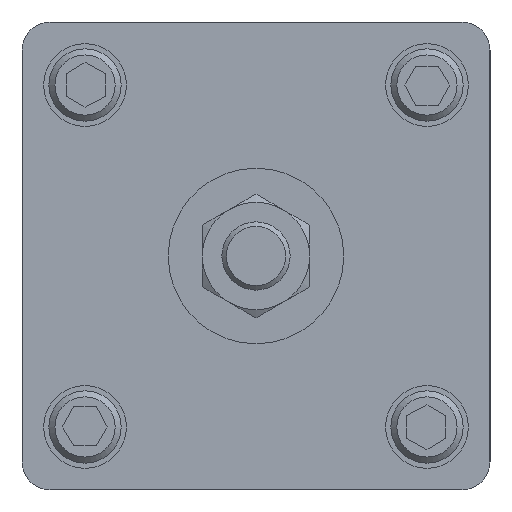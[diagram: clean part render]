
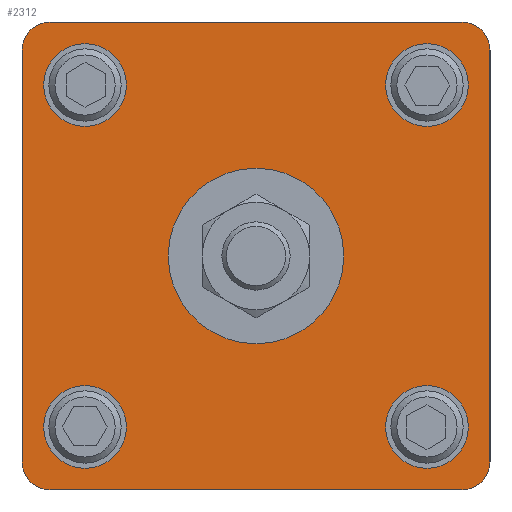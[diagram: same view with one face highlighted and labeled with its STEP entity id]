
A CAD part, left-side view. The second image highlights one B-rep face of the part: STEP entity #2312.
In plain terms, the highlighted planar face has unit normal (-1, 0, 0).
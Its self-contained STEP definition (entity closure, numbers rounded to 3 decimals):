
#212=CIRCLE('',#2571,6.731);
#214=CIRCLE('',#2575,6.731);
#216=CIRCLE('',#2579,6.731);
#218=CIRCLE('',#2583,6.731);
#219=CIRCLE('',#2585,4.572);
#220=CIRCLE('',#2586,4.572);
#221=CIRCLE('',#2587,4.572);
#222=CIRCLE('',#2588,4.572);
#223=CIRCLE('',#2589,14.288);
#518=ORIENTED_EDGE('',*,*,#988,.F.);
#519=ORIENTED_EDGE('',*,*,#989,.T.);
#520=ORIENTED_EDGE('',*,*,#990,.F.);
#521=ORIENTED_EDGE('',*,*,#991,.T.);
#522=ORIENTED_EDGE('',*,*,#992,.F.);
#523=ORIENTED_EDGE('',*,*,#993,.T.);
#524=ORIENTED_EDGE('',*,*,#994,.F.);
#525=ORIENTED_EDGE('',*,*,#995,.T.);
#526=ORIENTED_EDGE('',*,*,#996,.F.);
#527=ORIENTED_EDGE('',*,*,#987,.T.);
#528=ORIENTED_EDGE('',*,*,#985,.T.);
#529=ORIENTED_EDGE('',*,*,#983,.T.);
#530=ORIENTED_EDGE('',*,*,#981,.T.);
#981=EDGE_CURVE('',#1236,#1236,#212,.T.);
#983=EDGE_CURVE('',#1238,#1238,#214,.T.);
#985=EDGE_CURVE('',#1240,#1240,#216,.T.);
#987=EDGE_CURVE('',#1242,#1242,#218,.T.);
#988=EDGE_CURVE('',#1243,#1244,#1457,.T.);
#989=EDGE_CURVE('',#1243,#1245,#219,.T.);
#990=EDGE_CURVE('',#1246,#1245,#1458,.T.);
#991=EDGE_CURVE('',#1246,#1247,#220,.T.);
#992=EDGE_CURVE('',#1248,#1247,#1459,.T.);
#993=EDGE_CURVE('',#1248,#1249,#221,.T.);
#994=EDGE_CURVE('',#1250,#1249,#1460,.T.);
#995=EDGE_CURVE('',#1250,#1244,#222,.T.);
#996=EDGE_CURVE('',#1251,#1251,#223,.T.);
#1236=VERTEX_POINT('',#3792);
#1238=VERTEX_POINT('',#3798);
#1240=VERTEX_POINT('',#3804);
#1242=VERTEX_POINT('',#3810);
#1243=VERTEX_POINT('',#3813);
#1244=VERTEX_POINT('',#3814);
#1245=VERTEX_POINT('',#3816);
#1246=VERTEX_POINT('',#3818);
#1247=VERTEX_POINT('',#3820);
#1248=VERTEX_POINT('',#3822);
#1249=VERTEX_POINT('',#3824);
#1250=VERTEX_POINT('',#3826);
#1251=VERTEX_POINT('',#3829);
#1457=LINE('',#3812,#1573);
#1458=LINE('',#3817,#1574);
#1459=LINE('',#3821,#1575);
#1460=LINE('',#3825,#1576);
#1573=VECTOR('',#3059,1000.);
#1574=VECTOR('',#3062,1000.);
#1575=VECTOR('',#3065,1000.);
#1576=VECTOR('',#3068,1000.);
#1687=EDGE_LOOP('',(#518,#519,#520,#521,#522,#523,#524,#525));
#1688=EDGE_LOOP('',(#526));
#1689=EDGE_LOOP('',(#527));
#1690=EDGE_LOOP('',(#528));
#1691=EDGE_LOOP('',(#529));
#1692=EDGE_LOOP('',(#530));
#1969=FACE_BOUND('',#1687,.T.);
#1970=FACE_BOUND('',#1688,.T.);
#1971=FACE_BOUND('',#1689,.T.);
#1972=FACE_BOUND('',#1690,.T.);
#1973=FACE_BOUND('',#1691,.T.);
#1974=FACE_BOUND('',#1692,.T.);
#2218=PLANE('',#2584);
#2312=ADVANCED_FACE('',(#1969,#1970,#1971,#1972,#1973,#1974),#2218,.F.);
#2571=AXIS2_PLACEMENT_3D('',#3791,#3031,#3032);
#2575=AXIS2_PLACEMENT_3D('',#3797,#3039,#3040);
#2579=AXIS2_PLACEMENT_3D('',#3803,#3047,#3048);
#2583=AXIS2_PLACEMENT_3D('',#3809,#3055,#3056);
#2584=AXIS2_PLACEMENT_3D('',#3811,#3057,#3058);
#2585=AXIS2_PLACEMENT_3D('',#3815,#3060,#3061);
#2586=AXIS2_PLACEMENT_3D('',#3819,#3063,#3064);
#2587=AXIS2_PLACEMENT_3D('',#3823,#3066,#3067);
#2588=AXIS2_PLACEMENT_3D('',#3827,#3069,#3070);
#2589=AXIS2_PLACEMENT_3D('',#3828,#3071,#3072);
#3031=DIRECTION('',(1.,0.,0.));
#3032=DIRECTION('',(0.,-1.,0.));
#3039=DIRECTION('',(1.,0.,0.));
#3040=DIRECTION('',(0.,0.,-1.));
#3047=DIRECTION('',(1.,0.,0.));
#3048=DIRECTION('',(0.,1.,0.));
#3055=DIRECTION('',(1.,0.,0.));
#3056=DIRECTION('',(0.,0.,1.));
#3057=DIRECTION('',(1.,0.,0.));
#3058=DIRECTION('',(0.,1.,0.));
#3059=DIRECTION('',(0.,0.,-1.));
#3060=DIRECTION('',(-1.,0.,0.));
#3061=DIRECTION('',(0.,0.,-1.));
#3062=DIRECTION('',(0.,-1.,0.));
#3063=DIRECTION('',(-1.,0.,0.));
#3064=DIRECTION('',(0.,0.,-1.));
#3065=DIRECTION('',(0.,0.,1.));
#3066=DIRECTION('',(-1.,0.,0.));
#3067=DIRECTION('',(0.,0.,-1.));
#3068=DIRECTION('',(0.,1.,0.));
#3069=DIRECTION('',(-1.,0.,0.));
#3070=DIRECTION('',(0.,0.,-1.));
#3071=DIRECTION('',(-1.,0.,0.));
#3072=DIRECTION('',(0.,0.,-1.));
#3791=CARTESIAN_POINT('',(0.,-27.839,-27.839));
#3792=CARTESIAN_POINT('',(0.,-34.57,-27.839));
#3797=CARTESIAN_POINT('',(0.,27.839,-27.839));
#3798=CARTESIAN_POINT('',(0.,27.839,-34.57));
#3803=CARTESIAN_POINT('',(0.,27.839,27.839));
#3804=CARTESIAN_POINT('',(0.,34.57,27.839));
#3809=CARTESIAN_POINT('',(0.,-27.839,27.839));
#3810=CARTESIAN_POINT('',(0.,-27.839,34.57));
#3811=CARTESIAN_POINT('',(0.,0.,0.));
#3812=CARTESIAN_POINT('',(0.,-38.1,25.4));
#3813=CARTESIAN_POINT('',(0.,-38.1,33.528));
#3814=CARTESIAN_POINT('',(0.,-38.1,-33.528));
#3815=CARTESIAN_POINT('',(0.,-33.528,33.528));
#3816=CARTESIAN_POINT('',(0.,-33.528,38.1));
#3817=CARTESIAN_POINT('',(0.,25.4,38.1));
#3818=CARTESIAN_POINT('',(0.,33.528,38.1));
#3819=CARTESIAN_POINT('',(0.,33.528,33.528));
#3820=CARTESIAN_POINT('',(0.,38.1,33.528));
#3821=CARTESIAN_POINT('',(0.,38.1,-25.4));
#3822=CARTESIAN_POINT('',(0.,38.1,-33.528));
#3823=CARTESIAN_POINT('',(0.,33.528,-33.528));
#3824=CARTESIAN_POINT('',(0.,33.528,-38.1));
#3825=CARTESIAN_POINT('',(0.,-25.4,-38.1));
#3826=CARTESIAN_POINT('',(0.,-33.528,-38.1));
#3827=CARTESIAN_POINT('',(0.,-33.528,-33.528));
#3828=CARTESIAN_POINT('',(0.,0.,0.));
#3829=CARTESIAN_POINT('',(0.,0.,-14.288));
